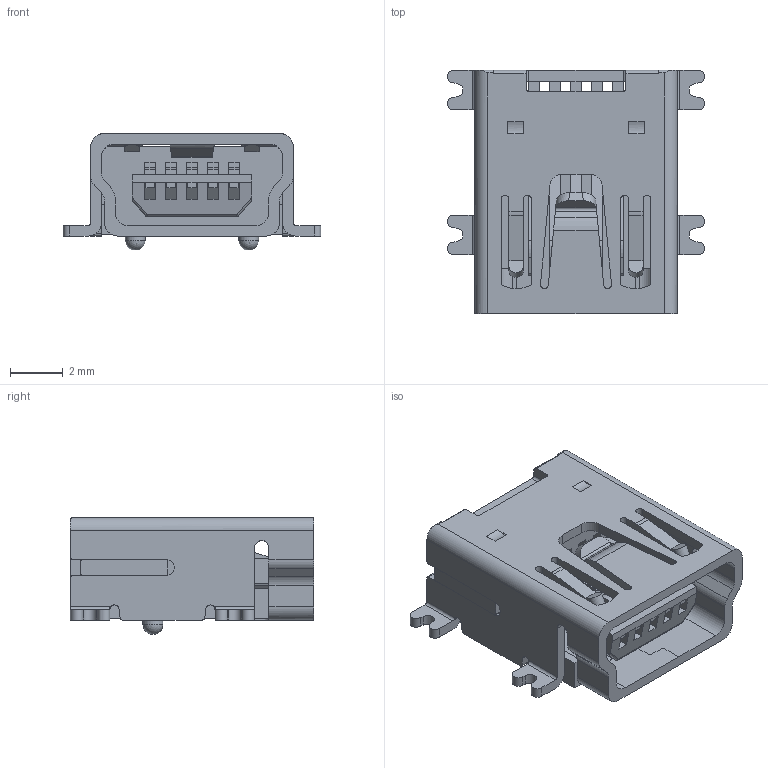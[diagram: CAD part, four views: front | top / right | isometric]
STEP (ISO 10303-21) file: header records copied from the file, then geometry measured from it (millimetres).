
FILE_DESCRIPTION(('FreeCAD Model'),'2;1');
FILE_NAME('USB.step', '2017-06-09T14:48:37',('kicad StepUp'),('ksu MCAD'), 'Open CASCADE STEP processor 6.8','FreeCAD','Unknown');
FILE_SCHEMA(('AUTOMOTIVE_DESIGN_CC2 { 1 2 10303 214 -1 1 5 4 }'));
Length unit declared in the file: millimetre
Products named in the file (1): USB
Bounding box: 9.8 x 9.25 x 4.45 mm (x, y, z)
Volume: 148.1 mm3; surface area: 673.1 mm2
Topology: 1 solids, 1 shells, 549 faces, 1735 edges, 1122 vertices
Faces by surface type: plane 352, cylinder 189, sphere 4, torus 2, extrusion 2
Full cylindrical faces by diameter (mm): 0.76 x2
Entity records: 24800 total; most frequent: CARTESIAN_POINT 5221, ORIENTED_EDGE 3458, DIRECTION 3199, EDGE_CURVE 1729, VECTOR 1287, LINE 1285, VERTEX_POINT 1122, AXIS2_PLACEMENT_3D 956
